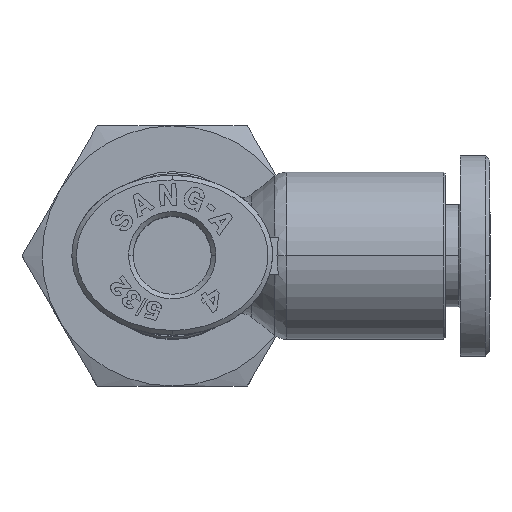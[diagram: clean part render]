
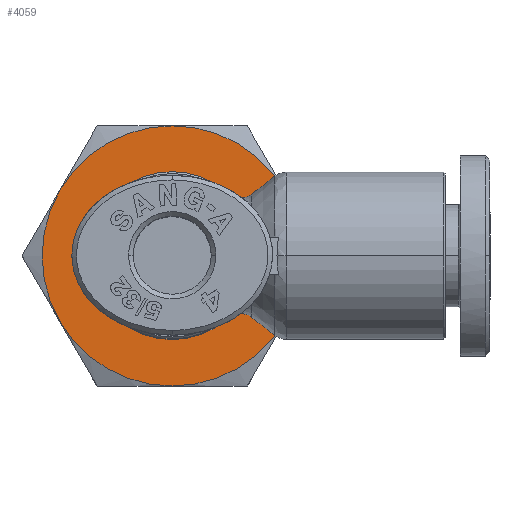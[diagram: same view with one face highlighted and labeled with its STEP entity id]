
A CAD part, top view. The second image highlights one B-rep face of the part: STEP entity #4059.
In plain terms, the highlighted planar face has unit normal (0, 0, 1).
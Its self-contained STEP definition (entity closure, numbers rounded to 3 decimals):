
#1097 = DIRECTION ( 'NONE',  ( -1., 0., 0. ) ) ;
#1201 = DIRECTION ( 'NONE',  ( 0., 0., -1. ) ) ;
#1712 = DIRECTION ( 'NONE',  ( 0., 0., -1. ) ) ;
#1717 = CARTESIAN_POINT ( 'NONE',  ( -5.3, -7., -4.8 ) ) ;
#1812 = EDGE_CURVE ( 'NONE', #17982, #3059, #27342, .T. ) ;
#2725 = EDGE_CURVE ( 'NONE', #2776, #4336, #17046, .T. ) ;
#2726 = DIRECTION ( 'NONE',  ( 0., 0., -1. ) ) ;
#2776 = VERTEX_POINT ( 'NONE', #4696 ) ;
#2797 = CIRCLE ( 'NONE', #19917, 4.501 ) ;
#2988 = CARTESIAN_POINT ( 'NONE',  ( -5.3, 0., -4.8 ) ) ;
#3059 = VERTEX_POINT ( 'NONE', #1717 ) ;
#3144 = VERTEX_POINT ( 'NONE', #28578 ) ;
#3209 = EDGE_LOOP ( 'NONE', ( #6272, #9305 ) ) ;
#3231 = CIRCLE ( 'NONE', #14973, 7. ) ;
#3573 = CARTESIAN_POINT ( 'NONE',  ( -5.3, 0., -4.8 ) ) ;
#3710 = EDGE_CURVE ( 'NONE', #3059, #9223, #18738, .T. ) ;
#4059 = ADVANCED_FACE ( 'NONE', ( #26473, #18040 ), #28365, .F. ) ;
#4336 = VERTEX_POINT ( 'NONE', #19751 ) ;
#4513 = CARTESIAN_POINT ( 'NONE',  ( -5.3, 0., -4.8 ) ) ;
#4696 = CARTESIAN_POINT ( 'NONE',  ( -11.362, 3.5, -4.8 ) ) ;
#4991 = CARTESIAN_POINT ( 'NONE',  ( -5.3, 0., -4.8 ) ) ;
#5422 = CIRCLE ( 'NONE', #8675, 4.501 ) ;
#5811 = DIRECTION ( 'NONE',  ( 0., 1., 0. ) ) ;
#6272 = ORIENTED_EDGE ( 'NONE', *, *, #27003, .F. ) ;
#6768 = CARTESIAN_POINT ( 'NONE',  ( -5.3, 0., -4.8 ) ) ;
#7253 = AXIS2_PLACEMENT_3D ( 'NONE', #6768, #17831, #9227 ) ;
#7384 = EDGE_CURVE ( 'NONE', #4336, #23140, #10436, .T. ) ;
#7403 = DIRECTION ( 'NONE',  ( 0., 1., 0. ) ) ;
#7426 = DIRECTION ( 'NONE',  ( 0., 0., -1. ) ) ;
#7461 = ORIENTED_EDGE ( 'NONE', *, *, #23806, .F. ) ;
#8675 = AXIS2_PLACEMENT_3D ( 'NONE', #3573, #19326, #5811 ) ;
#9223 = VERTEX_POINT ( 'NONE', #11477 ) ;
#9227 = DIRECTION ( 'NONE',  ( 0., 1., 0. ) ) ;
#9305 = ORIENTED_EDGE ( 'NONE', *, *, #18078, .F. ) ;
#9504 = CIRCLE ( 'NONE', #17994, 7. ) ;
#9599 = DIRECTION ( 'NONE',  ( 0., 1., 0. ) ) ;
#9662 = CARTESIAN_POINT ( 'NONE',  ( -5.3, 0., -4.8 ) ) ;
#9875 = DIRECTION ( 'NONE',  ( 0., 0., -1. ) ) ;
#10436 = CIRCLE ( 'NONE', #7253, 7. ) ;
#11477 = CARTESIAN_POINT ( 'NONE',  ( -11.362, -3.5, -4.8 ) ) ;
#11494 = AXIS2_PLACEMENT_3D ( 'NONE', #4991, #2726, #20720 ) ;
#11882 = ORIENTED_EDGE ( 'NONE', *, *, #12824, .F. ) ;
#11927 = DIRECTION ( 'NONE',  ( 0., 0., 1. ) ) ;
#12640 = DIRECTION ( 'NONE',  ( 0., 1., 0. ) ) ;
#12824 = EDGE_CURVE ( 'NONE', #23140, #17982, #9504, .T. ) ;
#14309 = AXIS2_PLACEMENT_3D ( 'NONE', #4513, #18001, #27127 ) ;
#14852 = EDGE_LOOP ( 'NONE', ( #7461, #23526, #23478, #11882, #22749, #14965 ) ) ;
#14902 = CARTESIAN_POINT ( 'NONE',  ( -5.3, 0., -4.8 ) ) ;
#14965 = ORIENTED_EDGE ( 'NONE', *, *, #2725, .F. ) ;
#14973 = AXIS2_PLACEMENT_3D ( 'NONE', #2988, #9875, #7403 ) ;
#17046 = CIRCLE ( 'NONE', #11494, 7. ) ;
#17314 = CARTESIAN_POINT ( 'NONE',  ( 0.762, 3.5, -4.8 ) ) ;
#17831 = DIRECTION ( 'NONE',  ( 0., 0., -1. ) ) ;
#17982 = VERTEX_POINT ( 'NONE', #23891 ) ;
#17994 = AXIS2_PLACEMENT_3D ( 'NONE', #23068, #7426, #9599 ) ;
#18001 = DIRECTION ( 'NONE',  ( 0., 0., -1. ) ) ;
#18040 = FACE_OUTER_BOUND ( 'NONE', #14852, .T. ) ;
#18078 = EDGE_CURVE ( 'NONE', #26464, #3144, #5422, .T. ) ;
#18429 = DIRECTION ( 'NONE',  ( 0., 1., 0. ) ) ;
#18706 = AXIS2_PLACEMENT_3D ( 'NONE', #14902, #1201, #1097 ) ;
#18738 = CIRCLE ( 'NONE', #26423, 7. ) ;
#19326 = DIRECTION ( 'NONE',  ( 0., 0., 1. ) ) ;
#19751 = CARTESIAN_POINT ( 'NONE',  ( -5.3, 7., -4.8 ) ) ;
#19917 = AXIS2_PLACEMENT_3D ( 'NONE', #9662, #11927, #18429 ) ;
#20720 = DIRECTION ( 'NONE',  ( 0., 1., 0. ) ) ;
#22749 = ORIENTED_EDGE ( 'NONE', *, *, #7384, .F. ) ;
#23068 = CARTESIAN_POINT ( 'NONE',  ( -5.3, 0., -4.8 ) ) ;
#23140 = VERTEX_POINT ( 'NONE', #17314 ) ;
#23478 = ORIENTED_EDGE ( 'NONE', *, *, #1812, .F. ) ;
#23526 = ORIENTED_EDGE ( 'NONE', *, *, #3710, .F. ) ;
#23806 = EDGE_CURVE ( 'NONE', #9223, #2776, #3231, .T. ) ;
#23891 = CARTESIAN_POINT ( 'NONE',  ( 0.762, -3.5, -4.8 ) ) ;
#25456 = CARTESIAN_POINT ( 'NONE',  ( -5.3, -4.501, -4.8 ) ) ;
#26423 = AXIS2_PLACEMENT_3D ( 'NONE', #26904, #1712, #12640 ) ;
#26464 = VERTEX_POINT ( 'NONE', #25456 ) ;
#26473 = FACE_BOUND ( 'NONE', #3209, .T. ) ;
#26904 = CARTESIAN_POINT ( 'NONE',  ( -5.3, 0., -4.8 ) ) ;
#27003 = EDGE_CURVE ( 'NONE', #3144, #26464, #2797, .T. ) ;
#27127 = DIRECTION ( 'NONE',  ( 0., 1., 0. ) ) ;
#27342 = CIRCLE ( 'NONE', #14309, 7. ) ;
#28365 = PLANE ( 'NONE',  #18706 ) ;
#28578 = CARTESIAN_POINT ( 'NONE',  ( -5.3, 4.501, -4.8 ) ) ;
